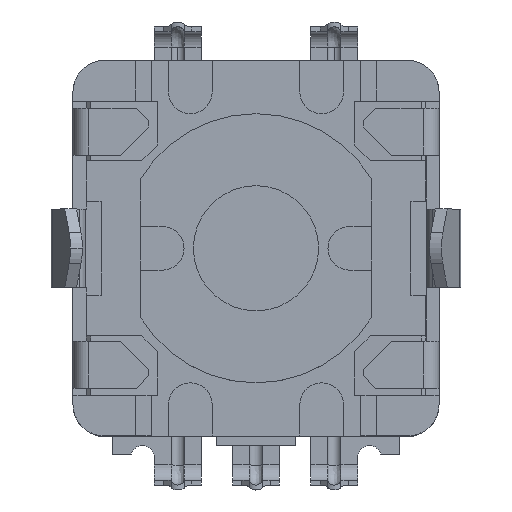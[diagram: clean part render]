
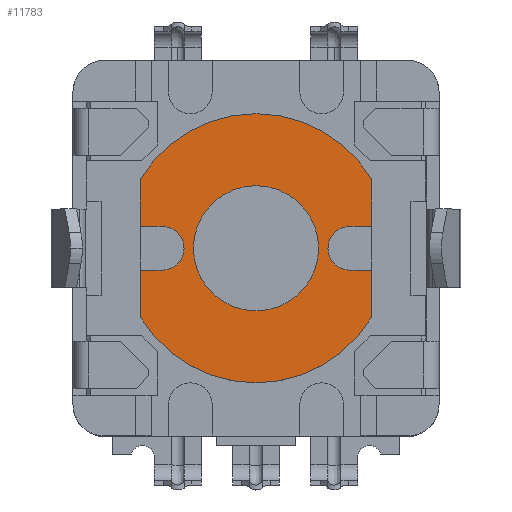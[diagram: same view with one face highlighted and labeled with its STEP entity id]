
A CAD part, top view. The second image highlights one B-rep face of the part: STEP entity #11783.
In plain terms, the highlighted planar face has unit normal (0, 0, 1).
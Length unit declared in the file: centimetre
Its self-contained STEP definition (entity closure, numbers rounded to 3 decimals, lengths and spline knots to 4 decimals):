
#214 = ORIENTED_EDGE ( 'NONE', *, *, #6684, .T. ) ;
#324 = DIRECTION ( 'NONE',  ( 1., 0., 0. ) ) ;
#356 = CARTESIAN_POINT ( 'NONE',  ( -0.37, -0.07, -0.015 ) ) ;
#388 = VERTEX_POINT ( 'NONE', #1731 ) ;
#456 = CARTESIAN_POINT ( 'NONE',  ( -0.37, 0.07, -0.015 ) ) ;
#492 = CARTESIAN_POINT ( 'NONE',  ( 0.3, 0.07, -0.015 ) ) ;
#571 = AXIS2_PLACEMENT_3D ( 'NONE', #8987, #1227, #4579 ) ;
#686 = DIRECTION ( 'NONE',  ( 0., 1., 0. ) ) ;
#806 = FACE_OUTER_BOUND ( 'NONE', #3187, .T. ) ;
#944 = CIRCLE ( 'NONE', #6497, 0.07 ) ;
#1017 = CIRCLE ( 'NONE', #6794, 0.2 ) ;
#1124 = CARTESIAN_POINT ( 'NONE',  ( -0.37, 0.2191, -0.015 ) ) ;
#1227 = DIRECTION ( 'NONE',  ( 0., 0., -1. ) ) ;
#1269 = CIRCLE ( 'NONE', #11939, 0.2 ) ;
#1554 = EDGE_CURVE ( 'NONE', #7711, #6526, #11873, .T. ) ;
#1582 = LINE ( 'NONE', #8380, #3721 ) ;
#1731 = CARTESIAN_POINT ( 'NONE',  ( -0.2, 0., -0.015 ) ) ;
#2021 = DIRECTION ( 'NONE',  ( 0., -1., 0. ) ) ;
#2190 = VECTOR ( 'NONE', #8811, 100. ) ;
#2235 = ORIENTED_EDGE ( 'NONE', *, *, #5709, .T. ) ;
#2480 = CARTESIAN_POINT ( 'NONE',  ( 0.37, 0.07, -0.015 ) ) ;
#2596 = DIRECTION ( 'NONE',  ( 0., 0., 1. ) ) ;
#2639 = ORIENTED_EDGE ( 'NONE', *, *, #1554, .T. ) ;
#2865 = VERTEX_POINT ( 'NONE', #11221 ) ;
#2908 = VECTOR ( 'NONE', #12678, 100. ) ;
#3006 = PLANE ( 'NONE',  #13581 ) ;
#3187 = EDGE_LOOP ( 'NONE', ( #5559, #8721, #6257, #4379, #7150, #6633, #5851, #6203, #11340, #2639, #11757, #12558, #214 ) ) ;
#3202 = VERTEX_POINT ( 'NONE', #6192 ) ;
#3282 = DIRECTION ( 'NONE',  ( 0., 0., -1. ) ) ;
#3705 = EDGE_CURVE ( 'NONE', #2865, #3202, #1582, .T. ) ;
#3718 = VERTEX_POINT ( 'NONE', #8453 ) ;
#3721 = VECTOR ( 'NONE', #686, 100. ) ;
#3823 = CARTESIAN_POINT ( 'NONE',  ( 0.3, -0.07, -0.015 ) ) ;
#3834 = EDGE_CURVE ( 'NONE', #8493, #12791, #5288, .T. ) ;
#3973 = VERTEX_POINT ( 'NONE', #3823 ) ;
#3982 = CARTESIAN_POINT ( 'NONE',  ( -0.37, -0.07, -0.015 ) ) ;
#3990 = AXIS2_PLACEMENT_3D ( 'NONE', #11367, #11439, #324 ) ;
#4019 = LINE ( 'NONE', #10611, #11961 ) ;
#4050 = EDGE_CURVE ( 'NONE', #6526, #8626, #944, .T. ) ;
#4166 = VERTEX_POINT ( 'NONE', #5334 ) ;
#4379 = ORIENTED_EDGE ( 'NONE', *, *, #12326, .T. ) ;
#4579 = DIRECTION ( 'NONE',  ( 1., 0., 0. ) ) ;
#4617 = VERTEX_POINT ( 'NONE', #492 ) ;
#4735 = LINE ( 'NONE', #356, #8917 ) ;
#4762 = AXIS2_PLACEMENT_3D ( 'NONE', #10085, #3282, #14367 ) ;
#4765 = EDGE_CURVE ( 'NONE', #8493, #4166, #7494, .T. ) ;
#4834 = VERTEX_POINT ( 'NONE', #8911 ) ;
#5050 = DIRECTION ( 'NONE',  ( 1., 0., 0. ) ) ;
#5288 = LINE ( 'NONE', #6363, #7174 ) ;
#5334 = CARTESIAN_POINT ( 'NONE',  ( 0.37, 0.2191, -0.015 ) ) ;
#5559 = ORIENTED_EDGE ( 'NONE', *, *, #12166, .F. ) ;
#5709 = EDGE_CURVE ( 'NONE', #388, #3718, #1269, .T. ) ;
#5736 = EDGE_CURVE ( 'NONE', #8626, #14377, #13930, .T. ) ;
#5851 = ORIENTED_EDGE ( 'NONE', *, *, #4765, .F. ) ;
#6009 = DIRECTION ( 'NONE',  ( 0., -1., 0. ) ) ;
#6136 = CARTESIAN_POINT ( 'NONE',  ( -0.37, 0.07, -0.015 ) ) ;
#6144 = CIRCLE ( 'NONE', #13365, 0.43 ) ;
#6192 = CARTESIAN_POINT ( 'NONE',  ( 0.37, -0.07, -0.015 ) ) ;
#6203 = ORIENTED_EDGE ( 'NONE', *, *, #3834, .T. ) ;
#6257 = ORIENTED_EDGE ( 'NONE', *, *, #12002, .T. ) ;
#6277 = VECTOR ( 'NONE', #6009, 100. ) ;
#6363 = CARTESIAN_POINT ( 'NONE',  ( -0.37, -0.2191, -0.015 ) ) ;
#6497 = AXIS2_PLACEMENT_3D ( 'NONE', #9395, #9173, #7280 ) ;
#6526 = VERTEX_POINT ( 'NONE', #7672 ) ;
#6633 = ORIENTED_EDGE ( 'NONE', *, *, #11011, .T. ) ;
#6684 = EDGE_CURVE ( 'NONE', #14377, #4834, #8167, .T. ) ;
#6794 = AXIS2_PLACEMENT_3D ( 'NONE', #9161, #9223, #7051 ) ;
#6987 = DIRECTION ( 'NONE',  ( 1., 0., 0. ) ) ;
#7003 = CARTESIAN_POINT ( 'NONE',  ( -0.37, -0.2191, -0.015 ) ) ;
#7051 = DIRECTION ( 'NONE',  ( -1., 0., 0. ) ) ;
#7150 = ORIENTED_EDGE ( 'NONE', *, *, #7220, .T. ) ;
#7174 = VECTOR ( 'NONE', #2021, 100. ) ;
#7220 = EDGE_CURVE ( 'NONE', #4617, #9274, #4019, .T. ) ;
#7280 = DIRECTION ( 'NONE',  ( 1., 0., 0. ) ) ;
#7494 = CIRCLE ( 'NONE', #4762, 0.43 ) ;
#7672 = CARTESIAN_POINT ( 'NONE',  ( -0.23, 0., -0.015 ) ) ;
#7711 = VERTEX_POINT ( 'NONE', #14161 ) ;
#8167 = LINE ( 'NONE', #7003, #6277 ) ;
#8249 = EDGE_CURVE ( 'NONE', #3718, #388, #1017, .T. ) ;
#8380 = CARTESIAN_POINT ( 'NONE',  ( 0.37, 0.2191, -0.015 ) ) ;
#8381 = DIRECTION ( 'NONE',  ( -1., 0., 0. ) ) ;
#8453 = CARTESIAN_POINT ( 'NONE',  ( 0.2, 0., -0.015 ) ) ;
#8493 = VERTEX_POINT ( 'NONE', #1124 ) ;
#8626 = VERTEX_POINT ( 'NONE', #11504 ) ;
#8660 = VECTOR ( 'NONE', #8381, 100. ) ;
#8673 = DIRECTION ( 'NONE',  ( -1., 0., 0. ) ) ;
#8721 = ORIENTED_EDGE ( 'NONE', *, *, #3705, .T. ) ;
#8811 = DIRECTION ( 'NONE',  ( 0., 1., 0. ) ) ;
#8911 = CARTESIAN_POINT ( 'NONE',  ( -0.37, -0.2191, -0.015 ) ) ;
#8917 = VECTOR ( 'NONE', #9205, 100. ) ;
#8930 = CIRCLE ( 'NONE', #571, 0.07 ) ;
#8987 = CARTESIAN_POINT ( 'NONE',  ( 0.3, 0., -0.015 ) ) ;
#9161 = CARTESIAN_POINT ( 'NONE',  ( 0., 0., -0.015 ) ) ;
#9173 = DIRECTION ( 'NONE',  ( 0., 0., -1. ) ) ;
#9205 = DIRECTION ( 'NONE',  ( -1., 0., 0. ) ) ;
#9223 = DIRECTION ( 'NONE',  ( 0., 0., -1. ) ) ;
#9274 = VERTEX_POINT ( 'NONE', #2480 ) ;
#9395 = CARTESIAN_POINT ( 'NONE',  ( -0.3, 0., -0.015 ) ) ;
#9400 = CARTESIAN_POINT ( 'NONE',  ( -0.37, -0.4352, -0.015 ) ) ;
#9480 = DIRECTION ( 'NONE',  ( 0., 0., -1. ) ) ;
#9665 = CARTESIAN_POINT ( 'NONE',  ( -0.37, -0.07, -0.015 ) ) ;
#9846 = LINE ( 'NONE', #14288, #2190 ) ;
#10085 = CARTESIAN_POINT ( 'NONE',  ( 0., 0., -0.015 ) ) ;
#10386 = DIRECTION ( 'NONE',  ( 0., 0., -1. ) ) ;
#10419 = LINE ( 'NONE', #456, #2908 ) ;
#10456 = DIRECTION ( 'NONE',  ( -1., 0., 0. ) ) ;
#10596 = CARTESIAN_POINT ( 'NONE',  ( 0., 0., -0.015 ) ) ;
#10611 = CARTESIAN_POINT ( 'NONE',  ( -0.37, 0.07, -0.015 ) ) ;
#11011 = EDGE_CURVE ( 'NONE', #9274, #4166, #9846, .T. ) ;
#11221 = CARTESIAN_POINT ( 'NONE',  ( 0.37, -0.2191, -0.015 ) ) ;
#11279 = ORIENTED_EDGE ( 'NONE', *, *, #8249, .T. ) ;
#11340 = ORIENTED_EDGE ( 'NONE', *, *, #11815, .T. ) ;
#11367 = CARTESIAN_POINT ( 'NONE',  ( -0.3, 0., -0.015 ) ) ;
#11439 = DIRECTION ( 'NONE',  ( 0., 0., -1. ) ) ;
#11504 = CARTESIAN_POINT ( 'NONE',  ( -0.3, -0.07, -0.015 ) ) ;
#11757 = ORIENTED_EDGE ( 'NONE', *, *, #4050, .T. ) ;
#11783 = ADVANCED_FACE ( 'NONE', ( #806, #13855 ), #3006, .T. ) ;
#11815 = EDGE_CURVE ( 'NONE', #12791, #7711, #10419, .T. ) ;
#11873 = CIRCLE ( 'NONE', #3990, 0.07 ) ;
#11939 = AXIS2_PLACEMENT_3D ( 'NONE', #13048, #9480, #8673 ) ;
#11961 = VECTOR ( 'NONE', #5050, 100. ) ;
#12002 = EDGE_CURVE ( 'NONE', #3202, #3973, #4735, .T. ) ;
#12166 = EDGE_CURVE ( 'NONE', #2865, #4834, #6144, .T. ) ;
#12326 = EDGE_CURVE ( 'NONE', #3973, #4617, #8930, .T. ) ;
#12558 = ORIENTED_EDGE ( 'NONE', *, *, #5736, .T. ) ;
#12678 = DIRECTION ( 'NONE',  ( 1., 0., 0. ) ) ;
#12791 = VERTEX_POINT ( 'NONE', #6136 ) ;
#13048 = CARTESIAN_POINT ( 'NONE',  ( 0., 0., -0.015 ) ) ;
#13365 = AXIS2_PLACEMENT_3D ( 'NONE', #10596, #10386, #10456 ) ;
#13581 = AXIS2_PLACEMENT_3D ( 'NONE', #9400, #2596, #6987 ) ;
#13855 = FACE_BOUND ( 'NONE', #14098, .T. ) ;
#13930 = LINE ( 'NONE', #3982, #8660 ) ;
#14098 = EDGE_LOOP ( 'NONE', ( #2235, #11279 ) ) ;
#14161 = CARTESIAN_POINT ( 'NONE',  ( -0.3, 0.07, -0.015 ) ) ;
#14288 = CARTESIAN_POINT ( 'NONE',  ( 0.37, 0.2191, -0.015 ) ) ;
#14367 = DIRECTION ( 'NONE',  ( -1., 0., 0. ) ) ;
#14377 = VERTEX_POINT ( 'NONE', #9665 ) ;
